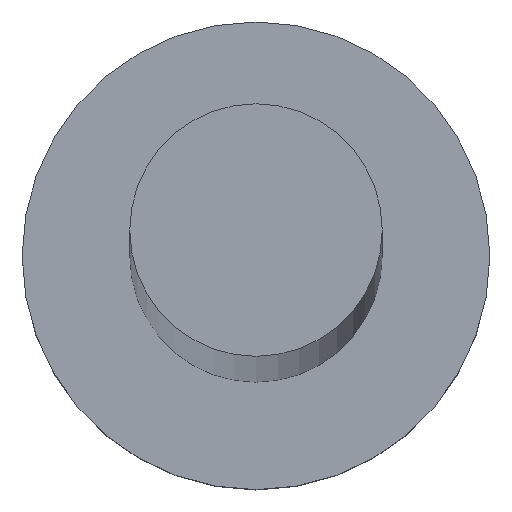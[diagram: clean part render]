
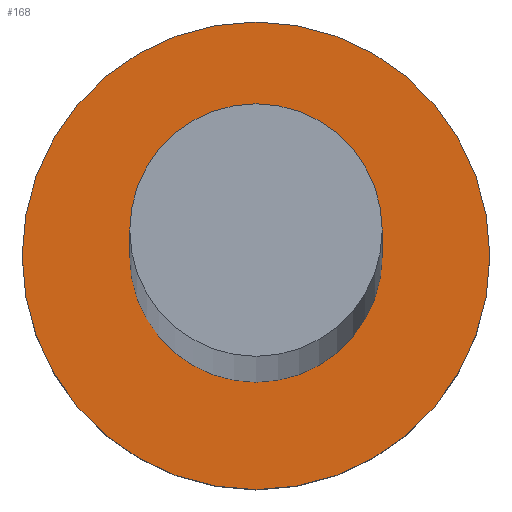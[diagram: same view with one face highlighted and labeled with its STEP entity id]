
A CAD part, top view. The second image highlights one B-rep face of the part: STEP entity #168.
In plain terms, the highlighted planar face has unit normal (0, 0, 1).
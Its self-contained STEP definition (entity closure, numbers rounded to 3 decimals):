
#11 = CIRCLE ( 'NONE', #213, 2.5 ) ;
#15 = CIRCLE ( 'NONE', #23, 1.35 ) ;
#22 = CARTESIAN_POINT ( 'NONE',  ( 0., 0., 2. ) ) ;
#23 = AXIS2_PLACEMENT_3D ( 'NONE', #111, #254, #130 ) ;
#29 = ORIENTED_EDGE ( 'NONE', *, *, #129, .F. ) ;
#37 = VERTEX_POINT ( 'NONE', #84 ) ;
#42 = PLANE ( 'NONE',  #55 ) ;
#45 = CARTESIAN_POINT ( 'NONE',  ( 0., 0., 2. ) ) ;
#48 = EDGE_LOOP ( 'NONE', ( #99, #197 ) ) ;
#50 = VERTEX_POINT ( 'NONE', #240 ) ;
#55 = AXIS2_PLACEMENT_3D ( 'NONE', #45, #74, #91 ) ;
#56 = EDGE_CURVE ( 'NONE', #50, #37, #167, .T. ) ;
#57 = FACE_OUTER_BOUND ( 'NONE', #48, .T. ) ;
#63 = EDGE_LOOP ( 'NONE', ( #29, #177 ) ) ;
#66 = EDGE_CURVE ( 'NONE', #161, #120, #11, .T. ) ;
#74 = DIRECTION ( 'NONE',  ( 0., 0., 1. ) ) ;
#80 = DIRECTION ( 'NONE',  ( 0., 0., 1. ) ) ;
#82 = EDGE_CURVE ( 'NONE', #120, #161, #128, .T. ) ;
#84 = CARTESIAN_POINT ( 'NONE',  ( -1.35, 0., 2. ) ) ;
#86 = AXIS2_PLACEMENT_3D ( 'NONE', #96, #80, #179 ) ;
#91 = DIRECTION ( 'NONE',  ( 1., 0., 0. ) ) ;
#96 = CARTESIAN_POINT ( 'NONE',  ( 0., 0., 2. ) ) ;
#99 = ORIENTED_EDGE ( 'NONE', *, *, #66, .T. ) ;
#108 = FACE_BOUND ( 'NONE', #63, .T. ) ;
#111 = CARTESIAN_POINT ( 'NONE',  ( 0., 0., 2. ) ) ;
#120 = VERTEX_POINT ( 'NONE', #157 ) ;
#122 = CARTESIAN_POINT ( 'NONE',  ( 0., 0., 2. ) ) ;
#128 = CIRCLE ( 'NONE', #86, 2.5 ) ;
#129 = EDGE_CURVE ( 'NONE', #37, #50, #15, .T. ) ;
#130 = DIRECTION ( 'NONE',  ( 1., 0., 0. ) ) ;
#134 = DIRECTION ( 'NONE',  ( 1., 0., 0. ) ) ;
#137 = DIRECTION ( 'NONE',  ( 0., 0., 1. ) ) ;
#157 = CARTESIAN_POINT ( 'NONE',  ( 2.5, 0., 2. ) ) ;
#160 = CARTESIAN_POINT ( 'NONE',  ( -2.5, 0., 2. ) ) ;
#161 = VERTEX_POINT ( 'NONE', #160 ) ;
#167 = CIRCLE ( 'NONE', #243, 1.35 ) ;
#168 = ADVANCED_FACE ( 'NONE', ( #108, #57 ), #42, .T. ) ;
#177 = ORIENTED_EDGE ( 'NONE', *, *, #56, .F. ) ;
#179 = DIRECTION ( 'NONE',  ( 1., 0., 0. ) ) ;
#197 = ORIENTED_EDGE ( 'NONE', *, *, #82, .T. ) ;
#204 = DIRECTION ( 'NONE',  ( 0., 0., 1. ) ) ;
#213 = AXIS2_PLACEMENT_3D ( 'NONE', #22, #137, #134 ) ;
#216 = DIRECTION ( 'NONE',  ( 1., 0., 0. ) ) ;
#240 = CARTESIAN_POINT ( 'NONE',  ( 1.35, 0., 2. ) ) ;
#243 = AXIS2_PLACEMENT_3D ( 'NONE', #122, #204, #216 ) ;
#254 = DIRECTION ( 'NONE',  ( 0., 0., 1. ) ) ;
